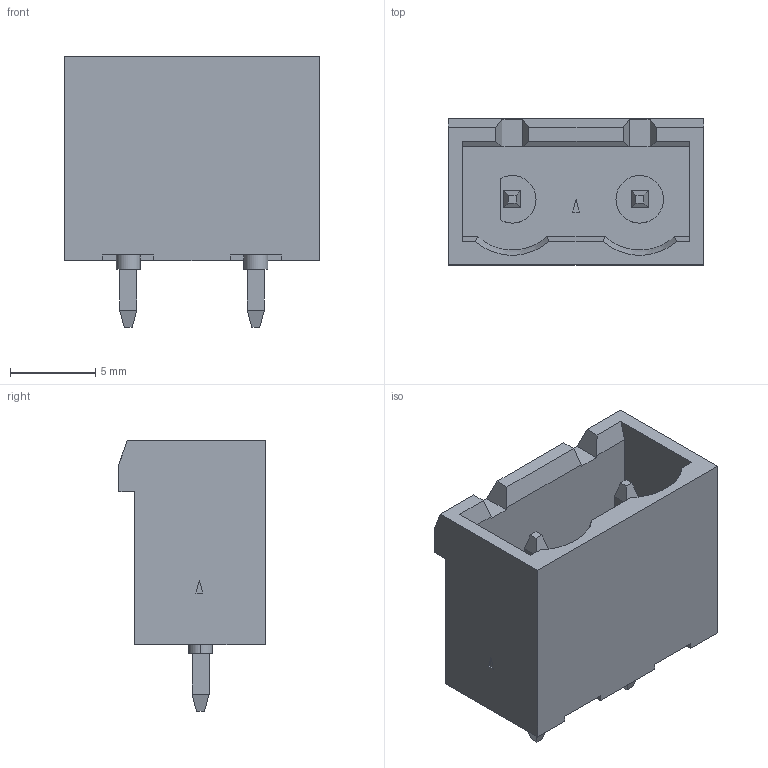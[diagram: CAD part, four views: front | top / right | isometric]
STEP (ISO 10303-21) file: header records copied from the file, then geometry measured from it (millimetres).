
FILE_DESCRIPTION((''),'2;1');
FILE_NAME('PHOENIX_1766660.stp','2011-09-14T18:06:00',(''),(''),'Mechanical Desktop 2011','Mechanical Desktop 2011',', , ');
FILE_SCHEMA(('AUTOMOTIVE_DESIGN { 1 2 10303 214 1 1 1 1 }'));
Length unit declared in the file: millimetre
Products named in the file (1): Product
Bounding box: 15 x 8.6 x 15.9 mm (x, y, z)
Volume: 805 mm3; surface area: 1247.3 mm2
Topology: 9 solids, 9 shells, 145 faces, 344 edges, 224 vertices
Faces by surface type: plane 91, cylinder 28, bspline 24, cone 2
Entity records: 4212 total; most frequent: CARTESIAN_POINT 834, ORIENTED_EDGE 688, DIRECTION 642, EDGE_CURVE 344, VECTOR 282, LINE 282, VERTEX_POINT 224, AXIS2_PLACEMENT_3D 180
